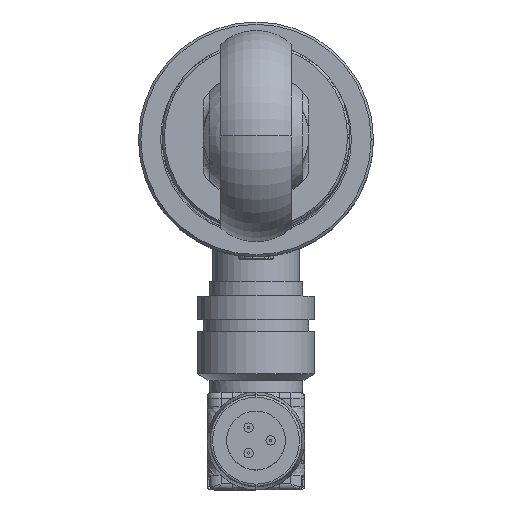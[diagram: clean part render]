
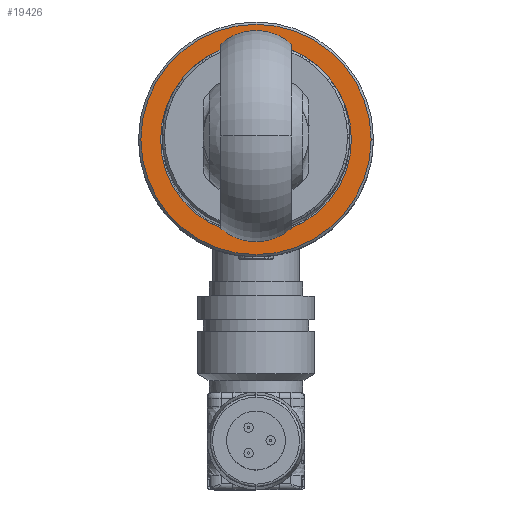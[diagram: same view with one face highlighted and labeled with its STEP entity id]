
A CAD part, top view. The second image highlights one B-rep face of the part: STEP entity #19426.
In plain terms, the highlighted planar face has unit normal (0, 0, 1).
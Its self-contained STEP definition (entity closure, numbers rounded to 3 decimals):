
#389 = VERTEX_POINT ( 'NONE', #7670 ) ;
#432 = VERTEX_POINT ( 'NONE', #7796 ) ;
#453 = EDGE_CURVE ( 'NONE', #476, #457, #7892, .T. ) ;
#457 = VERTEX_POINT ( 'NONE', #7936 ) ;
#471 = EDGE_CURVE ( 'NONE', #389, #432, #8000, .T. ) ;
#476 = VERTEX_POINT ( 'NONE', #7997 ) ;
#783 = ORIENTED_EDGE ( 'NONE', *, *, #19377, .F. ) ;
#6517 = EDGE_LOOP ( 'NONE', ( #783, #20999 ) ) ;
#7670 = CARTESIAN_POINT ( 'NONE',  ( -9.8, 0., -129.2 ) ) ;
#7796 = CARTESIAN_POINT ( 'NONE',  ( 9.8, 0., -129.2 ) ) ;
#7892 = CIRCLE ( 'NONE', #7933, 8.125 ) ;
#7922 = DIRECTION ( 'NONE',  ( -1., 0., 0. ) ) ;
#7923 = DIRECTION ( 'NONE',  ( 0., 0., 1. ) ) ;
#7933 = AXIS2_PLACEMENT_3D ( 'NONE', #7938, #7923, #7922 ) ;
#7936 = CARTESIAN_POINT ( 'NONE',  ( -8.125, 0., -129.2 ) ) ;
#7938 = CARTESIAN_POINT ( 'NONE',  ( 0., 0., -129.2 ) ) ;
#7996 = AXIS2_PLACEMENT_3D ( 'NONE', #8046, #8045, #8044 ) ;
#7997 = CARTESIAN_POINT ( 'NONE',  ( 8.125, 0., -129.2 ) ) ;
#8000 = CIRCLE ( 'NONE', #7996, 9.8 ) ;
#8044 = DIRECTION ( 'NONE',  ( -1., 0., 0. ) ) ;
#8045 = DIRECTION ( 'NONE',  ( 0., 0., 1. ) ) ;
#8046 = CARTESIAN_POINT ( 'NONE',  ( 0., 0., -129.2 ) ) ;
#18558 = EDGE_LOOP ( 'NONE', ( #19474, #19415 ) ) ;
#19039 = EDGE_CURVE ( 'NONE', #432, #389, #20494, .T. ) ;
#19377 = EDGE_CURVE ( 'NONE', #457, #476, #20582, .T. ) ;
#19415 = ORIENTED_EDGE ( 'NONE', *, *, #471, .T. ) ;
#19426 = ADVANCED_FACE ( 'NONE', ( #20573, #20564 ), #20576, .T. ) ;
#19474 = ORIENTED_EDGE ( 'NONE', *, *, #19039, .T. ) ;
#20494 = CIRCLE ( 'NONE', #20536, 9.8 ) ;
#20533 = DIRECTION ( 'NONE',  ( -1., 0., 0. ) ) ;
#20534 = DIRECTION ( 'NONE',  ( 0., 0., 1. ) ) ;
#20535 = CARTESIAN_POINT ( 'NONE',  ( 0., 0., -129.2 ) ) ;
#20536 = AXIS2_PLACEMENT_3D ( 'NONE', #20535, #20534, #20533 ) ;
#20559 = DIRECTION ( 'NONE',  ( -1., 0., 0. ) ) ;
#20560 = DIRECTION ( 'NONE',  ( 0., 0., 1. ) ) ;
#20562 = CARTESIAN_POINT ( 'NONE',  ( 0., 0., -129.2 ) ) ;
#20563 = AXIS2_PLACEMENT_3D ( 'NONE', #20562, #20560, #20559 ) ;
#20564 = FACE_BOUND ( 'NONE', #6517, .T. ) ;
#20566 = AXIS2_PLACEMENT_3D ( 'NONE', #20599, #20598, #20597 ) ;
#20573 = FACE_OUTER_BOUND ( 'NONE', #18558, .T. ) ;
#20576 = PLANE ( 'NONE',  #20566 ) ;
#20582 = CIRCLE ( 'NONE', #20563, 8.125 ) ;
#20597 = DIRECTION ( 'NONE',  ( -1., 0., 0. ) ) ;
#20598 = DIRECTION ( 'NONE',  ( 0., 0., 1. ) ) ;
#20599 = CARTESIAN_POINT ( 'NONE',  ( 0., 0., -129.2 ) ) ;
#20999 = ORIENTED_EDGE ( 'NONE', *, *, #453, .F. ) ;
